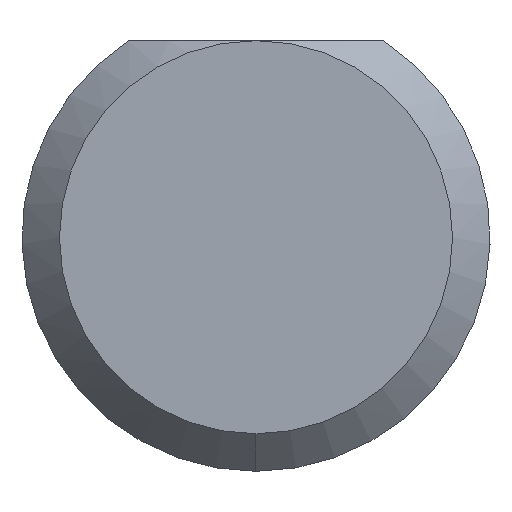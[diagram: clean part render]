
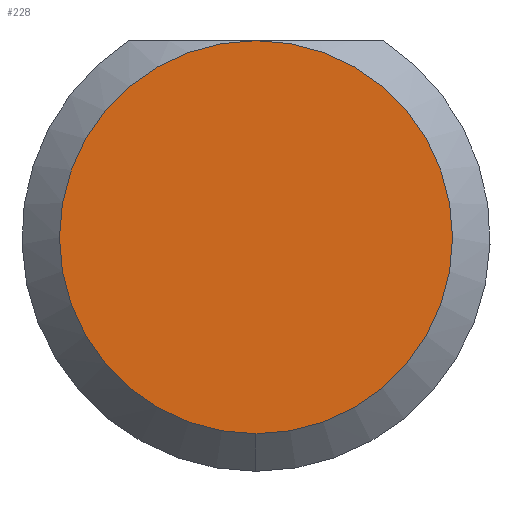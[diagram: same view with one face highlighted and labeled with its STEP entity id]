
A CAD part, left-side view. The second image highlights one B-rep face of the part: STEP entity #228.
In plain terms, the highlighted planar face has unit normal (-1, 0, 0).
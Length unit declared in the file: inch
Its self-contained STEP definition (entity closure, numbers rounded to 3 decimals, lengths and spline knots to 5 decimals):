
#1 = CARTESIAN_POINT ( 'NONE',  ( 0., 0., -0.05235 ) ) ;
#40 = VERTEX_POINT ( 'NONE', #563 ) ;
#54 = DIRECTION ( 'NONE',  ( 0., 0., -1. ) ) ;
#144 = ORIENTED_EDGE ( 'NONE', *, *, #277, .T. ) ;
#161 = DIRECTION ( 'NONE',  ( 0., 0., -1. ) ) ;
#228 = ADVANCED_FACE ( 'NONE', ( #587 ), #269, .F. ) ;
#254 = AXIS2_PLACEMENT_3D ( 'NONE', #379, #433, #161 ) ;
#265 = DIRECTION ( 'NONE',  ( 1., 0., 0. ) ) ;
#266 = VERTEX_POINT ( 'NONE', #1 ) ;
#269 = PLANE ( 'NONE',  #509 ) ;
#277 = EDGE_CURVE ( 'NONE', #266, #40, #401, .T. ) ;
#295 = CIRCLE ( 'NONE', #387, 0.05235 ) ;
#332 = EDGE_LOOP ( 'NONE', ( #492, #144 ) ) ;
#379 = CARTESIAN_POINT ( 'NONE',  ( 0., 0., 0. ) ) ;
#385 = CARTESIAN_POINT ( 'NONE',  ( 0., 0., 0. ) ) ;
#387 = AXIS2_PLACEMENT_3D ( 'NONE', #547, #703, #487 ) ;
#401 = CIRCLE ( 'NONE', #254, 0.05235 ) ;
#433 = DIRECTION ( 'NONE',  ( -1., 0., 0. ) ) ;
#487 = DIRECTION ( 'NONE',  ( 0., 0., -1. ) ) ;
#492 = ORIENTED_EDGE ( 'NONE', *, *, #676, .T. ) ;
#509 = AXIS2_PLACEMENT_3D ( 'NONE', #385, #265, #54 ) ;
#547 = CARTESIAN_POINT ( 'NONE',  ( 0., 0., 0. ) ) ;
#563 = CARTESIAN_POINT ( 'NONE',  ( 0., 0., 0.05235 ) ) ;
#587 = FACE_OUTER_BOUND ( 'NONE', #332, .T. ) ;
#676 = EDGE_CURVE ( 'NONE', #40, #266, #295, .T. ) ;
#703 = DIRECTION ( 'NONE',  ( -1., 0., 0. ) ) ;
